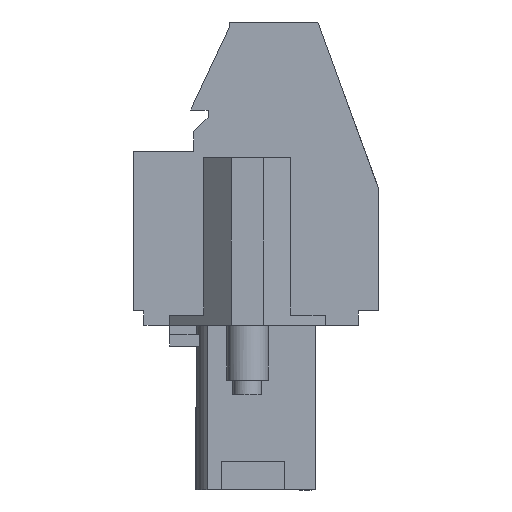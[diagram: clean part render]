
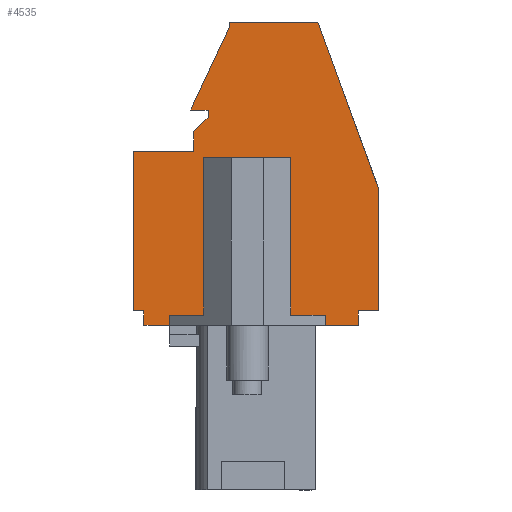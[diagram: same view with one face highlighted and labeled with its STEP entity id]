
A CAD part, left-side view. The second image highlights one B-rep face of the part: STEP entity #4535.
In plain terms, the highlighted planar face has unit normal (-1, 0, 0).
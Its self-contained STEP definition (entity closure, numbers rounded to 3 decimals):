
#1719=AXIS2_PLACEMENT_3D('Plane Axis2P3D',#1716,#1717,#1718) ;
#107=CARTESIAN_POINT('Line Origine',(3.47,1.782,7.95)) ;
#111=CARTESIAN_POINT('Vertex',(3.47,2.58,7.95)) ;
#113=CARTESIAN_POINT('Vertex',(3.47,0.983,7.95)) ;
#148=CARTESIAN_POINT('Vertex',(3.47,10.08,7.95)) ;
#151=CARTESIAN_POINT('Line Origine',(3.47,10.705,7.95)) ;
#155=CARTESIAN_POINT('Vertex',(3.47,11.33,7.95)) ;
#1716=CARTESIAN_POINT('Axis2P3D Location',(3.47,0.,0.)) ;
#4391=CARTESIAN_POINT('Line Origine',(3.47,0.983,8.3)) ;
#4395=CARTESIAN_POINT('Vertex',(3.47,0.983,8.65)) ;
#4398=CARTESIAN_POINT('Line Origine',(3.47,0.492,8.65)) ;
#4402=CARTESIAN_POINT('Vertex',(3.47,0.,8.65)) ;
#4405=CARTESIAN_POINT('Line Origine',(3.47,0.,11.611)) ;
#4409=CARTESIAN_POINT('Vertex',(3.47,0.,14.572)) ;
#4412=CARTESIAN_POINT('Line Origine',(3.47,1.461,18.586)) ;
#4416=CARTESIAN_POINT('Vertex',(3.47,2.922,22.6)) ;
#4419=CARTESIAN_POINT('Line Origine',(3.47,5.052,22.6)) ;
#4423=CARTESIAN_POINT('Vertex',(3.47,7.181,22.6)) ;
#4426=CARTESIAN_POINT('Line Origine',(3.47,7.181,22.5)) ;
#4430=CARTESIAN_POINT('Vertex',(3.47,7.181,22.4)) ;
#4433=CARTESIAN_POINT('Line Origine',(3.47,8.126,20.375)) ;
#4437=CARTESIAN_POINT('Vertex',(3.47,9.07,18.35)) ;
#4440=CARTESIAN_POINT('Line Origine',(3.47,8.65,18.35)) ;
#4444=CARTESIAN_POINT('Vertex',(3.47,8.23,18.35)) ;
#4447=CARTESIAN_POINT('Line Origine',(3.47,8.23,18.175)) ;
#4451=CARTESIAN_POINT('Vertex',(3.47,8.23,18.)) ;
#4454=CARTESIAN_POINT('Line Origine',(3.47,8.58,17.65)) ;
#4458=CARTESIAN_POINT('Vertex',(3.47,8.93,17.3)) ;
#4461=CARTESIAN_POINT('Line Origine',(3.47,8.93,16.825)) ;
#4465=CARTESIAN_POINT('Vertex',(3.47,8.93,16.35)) ;
#4468=CARTESIAN_POINT('Line Origine',(3.47,10.38,16.35)) ;
#4472=CARTESIAN_POINT('Vertex',(3.47,11.83,16.35)) ;
#4475=CARTESIAN_POINT('Line Origine',(3.47,11.83,12.5)) ;
#4479=CARTESIAN_POINT('Vertex',(3.47,11.83,8.65)) ;
#4482=CARTESIAN_POINT('Line Origine',(3.47,11.58,8.65)) ;
#4486=CARTESIAN_POINT('Vertex',(3.47,11.33,8.65)) ;
#4489=CARTESIAN_POINT('Line Origine',(3.47,11.33,8.3)) ;
#4494=CARTESIAN_POINT('Line Origine',(3.47,10.08,8.2)) ;
#4498=CARTESIAN_POINT('Vertex',(3.47,10.08,8.45)) ;
#4501=CARTESIAN_POINT('Line Origine',(3.47,6.33,8.45)) ;
#4505=CARTESIAN_POINT('Vertex',(3.47,2.58,8.45)) ;
#4508=CARTESIAN_POINT('Line Origine',(3.47,2.58,8.2)) ;
#108=DIRECTION('Vector Direction',(0.,-1.,0.)) ;
#152=DIRECTION('Vector Direction',(0.,-1.,0.)) ;
#1717=DIRECTION('Axis2P3D Direction',(-1.,0.,0.)) ;
#1718=DIRECTION('Axis2P3D XDirection',(0.,0.,1.)) ;
#4392=DIRECTION('Vector Direction',(0.,0.,1.)) ;
#4399=DIRECTION('Vector Direction',(0.,-1.,0.)) ;
#4406=DIRECTION('Vector Direction',(0.,0.,1.)) ;
#4413=DIRECTION('Vector Direction',(0.,-0.342,-0.94)) ;
#4420=DIRECTION('Vector Direction',(0.,-1.,0.)) ;
#4427=DIRECTION('Vector Direction',(0.,0.,1.)) ;
#4434=DIRECTION('Vector Direction',(0.,-0.423,0.906)) ;
#4441=DIRECTION('Vector Direction',(0.,1.,0.)) ;
#4448=DIRECTION('Vector Direction',(0.,0.,1.)) ;
#4455=DIRECTION('Vector Direction',(0.,-0.707,0.707)) ;
#4462=DIRECTION('Vector Direction',(0.,0.,1.)) ;
#4469=DIRECTION('Vector Direction',(0.,-1.,0.)) ;
#4476=DIRECTION('Vector Direction',(0.,0.,1.)) ;
#4483=DIRECTION('Vector Direction',(0.,1.,0.)) ;
#4490=DIRECTION('Vector Direction',(0.,0.,-1.)) ;
#4495=DIRECTION('Vector Direction',(0.,0.,1.)) ;
#4502=DIRECTION('Vector Direction',(0.,1.,0.)) ;
#4509=DIRECTION('Vector Direction',(0.,0.,1.)) ;
#109=VECTOR('Line Direction',#108,1.) ;
#153=VECTOR('Line Direction',#152,1.) ;
#4393=VECTOR('Line Direction',#4392,1.) ;
#4400=VECTOR('Line Direction',#4399,1.) ;
#4407=VECTOR('Line Direction',#4406,1.) ;
#4414=VECTOR('Line Direction',#4413,1.) ;
#4421=VECTOR('Line Direction',#4420,1.) ;
#4428=VECTOR('Line Direction',#4427,1.) ;
#4435=VECTOR('Line Direction',#4434,1.) ;
#4442=VECTOR('Line Direction',#4441,1.) ;
#4449=VECTOR('Line Direction',#4448,1.) ;
#4456=VECTOR('Line Direction',#4455,1.) ;
#4463=VECTOR('Line Direction',#4462,1.) ;
#4470=VECTOR('Line Direction',#4469,1.) ;
#4477=VECTOR('Line Direction',#4476,1.) ;
#4484=VECTOR('Line Direction',#4483,1.) ;
#4491=VECTOR('Line Direction',#4490,1.) ;
#4496=VECTOR('Line Direction',#4495,1.) ;
#4503=VECTOR('Line Direction',#4502,1.) ;
#4510=VECTOR('Line Direction',#4509,1.) ;
#4514=ORIENTED_EDGE('',*,*,#115,.T.) ;
#4515=ORIENTED_EDGE('',*,*,#4397,.T.) ;
#4516=ORIENTED_EDGE('',*,*,#4404,.T.) ;
#4517=ORIENTED_EDGE('',*,*,#4411,.T.) ;
#4518=ORIENTED_EDGE('',*,*,#4418,.T.) ;
#4519=ORIENTED_EDGE('',*,*,#4425,.T.) ;
#4520=ORIENTED_EDGE('',*,*,#4432,.T.) ;
#4521=ORIENTED_EDGE('',*,*,#4439,.T.) ;
#4522=ORIENTED_EDGE('',*,*,#4446,.T.) ;
#4523=ORIENTED_EDGE('',*,*,#4453,.T.) ;
#4524=ORIENTED_EDGE('',*,*,#4460,.T.) ;
#4525=ORIENTED_EDGE('',*,*,#4467,.T.) ;
#4526=ORIENTED_EDGE('',*,*,#4474,.T.) ;
#4527=ORIENTED_EDGE('',*,*,#4481,.T.) ;
#4528=ORIENTED_EDGE('',*,*,#4488,.T.) ;
#4529=ORIENTED_EDGE('',*,*,#4493,.T.) ;
#4530=ORIENTED_EDGE('',*,*,#157,.T.) ;
#4531=ORIENTED_EDGE('',*,*,#4500,.T.) ;
#4532=ORIENTED_EDGE('',*,*,#4507,.F.) ;
#4533=ORIENTED_EDGE('',*,*,#4512,.F.) ;
#4535=ADVANCED_FACE('HOUSING',(#4534),#1720,.T.) ;
#115=EDGE_CURVE('',#112,#114,#110,.T.) ;
#157=EDGE_CURVE('',#156,#149,#154,.T.) ;
#4397=EDGE_CURVE('',#114,#4396,#4394,.T.) ;
#4404=EDGE_CURVE('',#4396,#4403,#4401,.T.) ;
#4411=EDGE_CURVE('',#4403,#4410,#4408,.T.) ;
#4418=EDGE_CURVE('',#4410,#4417,#4415,.F.) ;
#4425=EDGE_CURVE('',#4417,#4424,#4422,.F.) ;
#4432=EDGE_CURVE('',#4424,#4431,#4429,.F.) ;
#4439=EDGE_CURVE('',#4431,#4438,#4436,.F.) ;
#4446=EDGE_CURVE('',#4438,#4445,#4443,.F.) ;
#4453=EDGE_CURVE('',#4445,#4452,#4450,.F.) ;
#4460=EDGE_CURVE('',#4452,#4459,#4457,.F.) ;
#4467=EDGE_CURVE('',#4459,#4466,#4464,.F.) ;
#4474=EDGE_CURVE('',#4466,#4473,#4471,.F.) ;
#4481=EDGE_CURVE('',#4473,#4480,#4478,.F.) ;
#4488=EDGE_CURVE('',#4480,#4487,#4485,.F.) ;
#4493=EDGE_CURVE('',#4487,#156,#4492,.T.) ;
#4500=EDGE_CURVE('',#149,#4499,#4497,.T.) ;
#4507=EDGE_CURVE('',#4506,#4499,#4504,.T.) ;
#4512=EDGE_CURVE('',#112,#4506,#4511,.T.) ;
#4513=EDGE_LOOP('',(#4514,#4515,#4516,#4517,#4518,#4519,#4520,#4521,#4522,#4523,#4524,#4525,#4526,#4527,#4528,#4529,#4530,#4531,#4532,#4533)) ;
#4534=FACE_OUTER_BOUND('',#4513,.T.) ;
#110=LINE('Line',#107,#109) ;
#154=LINE('Line',#151,#153) ;
#4394=LINE('Line',#4391,#4393) ;
#4401=LINE('Line',#4398,#4400) ;
#4408=LINE('Line',#4405,#4407) ;
#4415=LINE('Line',#4412,#4414) ;
#4422=LINE('Line',#4419,#4421) ;
#4429=LINE('Line',#4426,#4428) ;
#4436=LINE('Line',#4433,#4435) ;
#4443=LINE('Line',#4440,#4442) ;
#4450=LINE('Line',#4447,#4449) ;
#4457=LINE('Line',#4454,#4456) ;
#4464=LINE('Line',#4461,#4463) ;
#4471=LINE('Line',#4468,#4470) ;
#4478=LINE('Line',#4475,#4477) ;
#4485=LINE('Line',#4482,#4484) ;
#4492=LINE('Line',#4489,#4491) ;
#4497=LINE('Line',#4494,#4496) ;
#4504=LINE('Line',#4501,#4503) ;
#4511=LINE('Line',#4508,#4510) ;
#1720=PLANE('',#1719) ;
#112=VERTEX_POINT('',#111) ;
#114=VERTEX_POINT('',#113) ;
#149=VERTEX_POINT('',#148) ;
#156=VERTEX_POINT('',#155) ;
#4396=VERTEX_POINT('',#4395) ;
#4403=VERTEX_POINT('',#4402) ;
#4410=VERTEX_POINT('',#4409) ;
#4417=VERTEX_POINT('',#4416) ;
#4424=VERTEX_POINT('',#4423) ;
#4431=VERTEX_POINT('',#4430) ;
#4438=VERTEX_POINT('',#4437) ;
#4445=VERTEX_POINT('',#4444) ;
#4452=VERTEX_POINT('',#4451) ;
#4459=VERTEX_POINT('',#4458) ;
#4466=VERTEX_POINT('',#4465) ;
#4473=VERTEX_POINT('',#4472) ;
#4480=VERTEX_POINT('',#4479) ;
#4487=VERTEX_POINT('',#4486) ;
#4499=VERTEX_POINT('',#4498) ;
#4506=VERTEX_POINT('',#4505) ;
